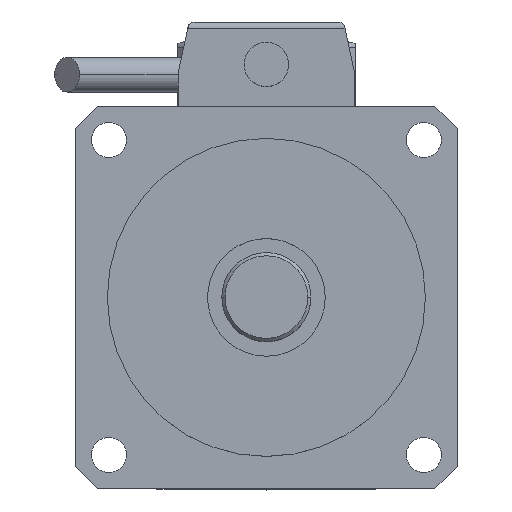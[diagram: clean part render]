
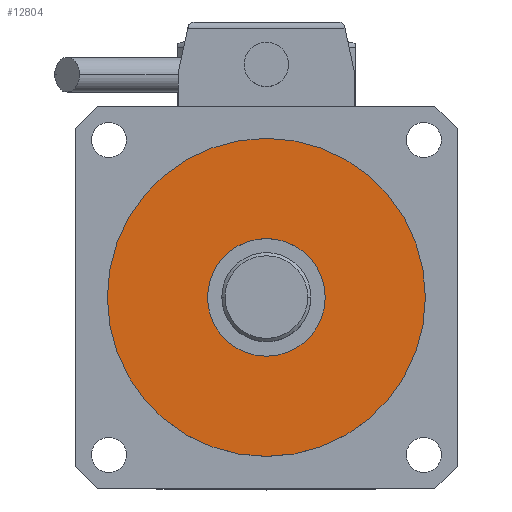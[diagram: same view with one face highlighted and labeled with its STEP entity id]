
A CAD part, top view. The second image highlights one B-rep face of the part: STEP entity #12804.
In plain terms, the highlighted planar face has unit normal (0, 0, 1).
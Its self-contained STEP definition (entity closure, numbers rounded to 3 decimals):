
#74 = DIRECTION ( 'NONE',  ( 0., 0., 1. ) ) ;
#190 = EDGE_CURVE ( 'NONE', #11433, #12469, #5117, .T. ) ;
#462 = CARTESIAN_POINT ( 'NONE',  ( 0., 0., 41.5 ) ) ;
#634 = DIRECTION ( 'NONE',  ( 1., 0., 0. ) ) ;
#1186 = PLANE ( 'NONE',  #4438 ) ;
#1601 = DIRECTION ( 'NONE',  ( 1., 0., 0. ) ) ;
#2497 = CARTESIAN_POINT ( 'NONE',  ( -25., 0., 41.5 ) ) ;
#2859 = EDGE_CURVE ( 'NONE', #14499, #12129, #12515, .T. ) ;
#3127 = ORIENTED_EDGE ( 'NONE', *, *, #8358, .F. ) ;
#3238 = ORIENTED_EDGE ( 'NONE', *, *, #190, .F. ) ;
#4147 = EDGE_CURVE ( 'NONE', #12129, #14499, #12475, .T. ) ;
#4438 = AXIS2_PLACEMENT_3D ( 'NONE', #12454, #74, #8054 ) ;
#4827 = DIRECTION ( 'NONE',  ( 1., 0., 0. ) ) ;
#4965 = DIRECTION ( 'NONE',  ( 0., 0., 1. ) ) ;
#5003 = CARTESIAN_POINT ( 'NONE',  ( 0., 0., 41.5 ) ) ;
#5117 = CIRCLE ( 'NONE', #5792, 9.25 ) ;
#5502 = AXIS2_PLACEMENT_3D ( 'NONE', #5003, #4965, #4827 ) ;
#5792 = AXIS2_PLACEMENT_3D ( 'NONE', #7395, #7357, #7317 ) ;
#5862 = AXIS2_PLACEMENT_3D ( 'NONE', #462, #8425, #1601 ) ;
#6137 = EDGE_LOOP ( 'NONE', ( #3238, #3127 ) ) ;
#6368 = CIRCLE ( 'NONE', #5862, 9.25 ) ;
#7317 = DIRECTION ( 'NONE',  ( 1., 0., 0. ) ) ;
#7323 = CARTESIAN_POINT ( 'NONE',  ( 25., 0., 41.5 ) ) ;
#7357 = DIRECTION ( 'NONE',  ( 0., 0., 1. ) ) ;
#7395 = CARTESIAN_POINT ( 'NONE',  ( 0., 0., 41.5 ) ) ;
#7444 = DIRECTION ( 'NONE',  ( 0., 0., 1. ) ) ;
#8054 = DIRECTION ( 'NONE',  ( 1., 0., 0. ) ) ;
#8358 = EDGE_CURVE ( 'NONE', #12469, #11433, #6368, .T. ) ;
#8425 = DIRECTION ( 'NONE',  ( 0., 0., 1. ) ) ;
#9069 = AXIS2_PLACEMENT_3D ( 'NONE', #14070, #7444, #634 ) ;
#9608 = ORIENTED_EDGE ( 'NONE', *, *, #4147, .T. ) ;
#10794 = CARTESIAN_POINT ( 'NONE',  ( -9.25, 0., 41.5 ) ) ;
#11433 = VERTEX_POINT ( 'NONE', #12284 ) ;
#11714 = ORIENTED_EDGE ( 'NONE', *, *, #2859, .T. ) ;
#11888 = EDGE_LOOP ( 'NONE', ( #9608, #11714 ) ) ;
#12129 = VERTEX_POINT ( 'NONE', #2497 ) ;
#12284 = CARTESIAN_POINT ( 'NONE',  ( 9.25, 0., 41.5 ) ) ;
#12454 = CARTESIAN_POINT ( 'NONE',  ( 0., 0., 41.5 ) ) ;
#12469 = VERTEX_POINT ( 'NONE', #10794 ) ;
#12475 = CIRCLE ( 'NONE', #9069, 25. ) ;
#12515 = CIRCLE ( 'NONE', #5502, 25. ) ;
#12804 = ADVANCED_FACE ( 'NONE', ( #13946, #13614 ), #1186, .T. ) ;
#13614 = FACE_OUTER_BOUND ( 'NONE', #11888, .T. ) ;
#13946 = FACE_BOUND ( 'NONE', #6137, .T. ) ;
#14070 = CARTESIAN_POINT ( 'NONE',  ( 0., 0., 41.5 ) ) ;
#14499 = VERTEX_POINT ( 'NONE', #7323 ) ;
